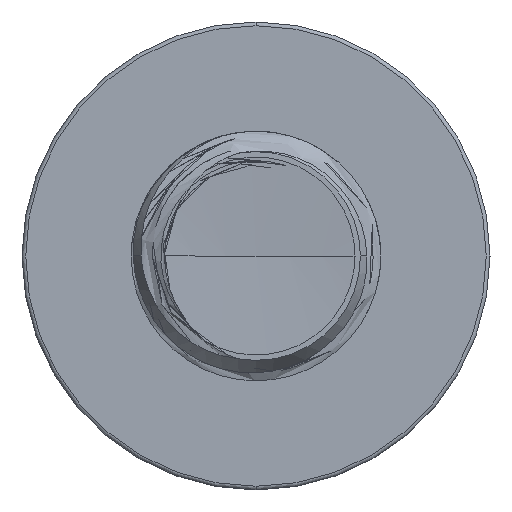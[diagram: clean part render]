
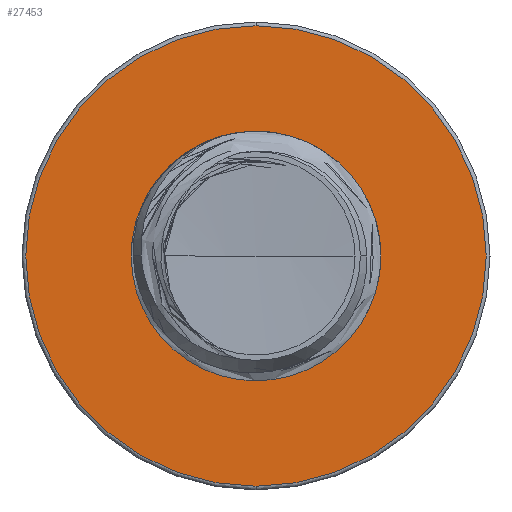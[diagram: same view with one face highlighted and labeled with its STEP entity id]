
A CAD part, front view. The second image highlights one B-rep face of the part: STEP entity #27453.
In plain terms, the highlighted planar face has unit normal (0, -1, 0).
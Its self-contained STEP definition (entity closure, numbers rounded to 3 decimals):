
#66 = CARTESIAN_POINT ( 'NONE',  ( 0., 7., 0. ) ) ;
#472 = AXIS2_PLACEMENT_3D ( 'NONE', #66, #16495, #2343 ) ;
#572 = DIRECTION ( 'NONE',  ( 0., -1., 0. ) ) ;
#2014 = ORIENTED_EDGE ( 'NONE', *, *, #29367, .F. ) ;
#2343 = DIRECTION ( 'NONE',  ( 0., 0., -1. ) ) ;
#4006 = DIRECTION ( 'NONE',  ( 0., -1., 0. ) ) ;
#4574 = AXIS2_PLACEMENT_3D ( 'NONE', #18176, #4006, #20535 ) ;
#4758 = EDGE_LOOP ( 'NONE', ( #9221, #2014 ) ) ;
#5509 = DIRECTION ( 'NONE',  ( 0., -1., 0. ) ) ;
#6790 = ORIENTED_EDGE ( 'NONE', *, *, #15324, .T. ) ;
#6820 = DIRECTION ( 'NONE',  ( 0., 0., -1. ) ) ;
#6824 = DIRECTION ( 'NONE',  ( 0., -1., 0. ) ) ;
#6857 = CARTESIAN_POINT ( 'NONE',  ( 0., 7., 0. ) ) ;
#9221 = ORIENTED_EDGE ( 'NONE', *, *, #14867, .F. ) ;
#9266 = CARTESIAN_POINT ( 'NONE',  ( 0., 7., 0.786 ) ) ;
#10607 = CARTESIAN_POINT ( 'NONE',  ( 0., 7., -1.476 ) ) ;
#11159 = EDGE_CURVE ( 'NONE', #14888, #20680, #13602, .T. ) ;
#12306 = AXIS2_PLACEMENT_3D ( 'NONE', #6857, #6824, #6820 ) ;
#12352 = FACE_BOUND ( 'NONE', #4758, .T. ) ;
#13602 = CIRCLE ( 'NONE', #12306, 1.476 ) ;
#14867 = EDGE_CURVE ( 'NONE', #15299, #18046, #25855, .T. ) ;
#14888 = VERTEX_POINT ( 'NONE', #29633 ) ;
#15299 = VERTEX_POINT ( 'NONE', #23402 ) ;
#15324 = EDGE_CURVE ( 'NONE', #20680, #14888, #17566, .T. ) ;
#16495 = DIRECTION ( 'NONE',  ( 0., -1., 0. ) ) ;
#17566 = CIRCLE ( 'NONE', #472, 1.476 ) ;
#17988 = EDGE_LOOP ( 'NONE', ( #6790, #26357 ) ) ;
#18046 = VERTEX_POINT ( 'NONE', #9266 ) ;
#18176 = CARTESIAN_POINT ( 'NONE',  ( 0., 7., 0. ) ) ;
#18433 = AXIS2_PLACEMENT_3D ( 'NONE', #28700, #5509, #21979 ) ;
#19956 = DIRECTION ( 'NONE',  ( 0., 0., -1. ) ) ;
#20535 = DIRECTION ( 'NONE',  ( 0., 0., -1. ) ) ;
#20680 = VERTEX_POINT ( 'NONE', #10607 ) ;
#21979 = DIRECTION ( 'NONE',  ( 0., 0., -1. ) ) ;
#22835 = PLANE ( 'NONE',  #18433 ) ;
#23402 = CARTESIAN_POINT ( 'NONE',  ( 0., 7., -0.786 ) ) ;
#23810 = CARTESIAN_POINT ( 'NONE',  ( 0., 7., 0. ) ) ;
#25855 = CIRCLE ( 'NONE', #27631, 0.786 ) ;
#26357 = ORIENTED_EDGE ( 'NONE', *, *, #11159, .T. ) ;
#27453 = ADVANCED_FACE ( 'NONE', ( #30011, #12352 ), #22835, .T. ) ;
#27631 = AXIS2_PLACEMENT_3D ( 'NONE', #23810, #572, #19956 ) ;
#28700 = CARTESIAN_POINT ( 'NONE',  ( 0., 7., 0.786 ) ) ;
#29367 = EDGE_CURVE ( 'NONE', #18046, #15299, #29639, .T. ) ;
#29633 = CARTESIAN_POINT ( 'NONE',  ( 0., 7., 1.476 ) ) ;
#29639 = CIRCLE ( 'NONE', #4574, 0.786 ) ;
#30011 = FACE_OUTER_BOUND ( 'NONE', #17988, .T. ) ;
